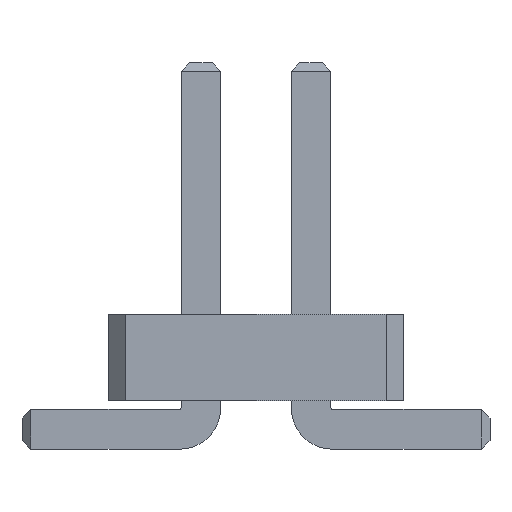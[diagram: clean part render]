
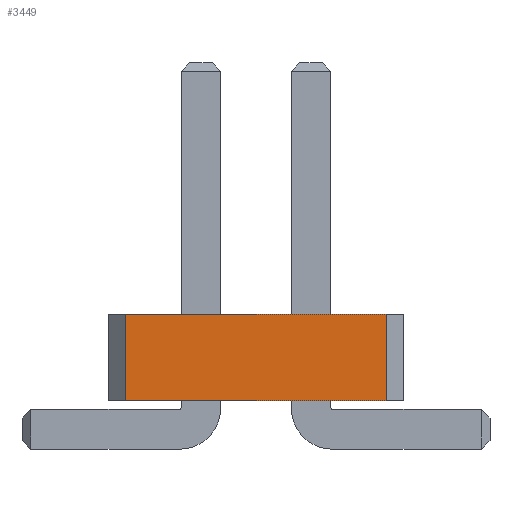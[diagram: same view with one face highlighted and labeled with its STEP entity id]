
A CAD part, left-side view. The second image highlights one B-rep face of the part: STEP entity #3449.
In plain terms, the highlighted planar face has unit normal (-1, 0, 0).
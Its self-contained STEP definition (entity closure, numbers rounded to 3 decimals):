
#173 = CARTESIAN_POINT ( 'NONE',  ( -2.54, -1.5, 0.56 ) ) ;
#511 = LINE ( 'NONE', #1239, #4709 ) ;
#573 = DIRECTION ( 'NONE',  ( -1., 0., 0. ) ) ;
#611 = DIRECTION ( 'NONE',  ( 0., -1., 0. ) ) ;
#1045 = VECTOR ( 'NONE', #3021, 1000. ) ;
#1153 = EDGE_CURVE ( 'NONE', #4353, #1189, #1909, .T. ) ;
#1160 = VERTEX_POINT ( 'NONE', #173 ) ;
#1184 = ORIENTED_EDGE ( 'NONE', *, *, #1153, .T. ) ;
#1189 = VERTEX_POINT ( 'NONE', #1345 ) ;
#1239 = CARTESIAN_POINT ( 'NONE',  ( -2.54, 1.5, 0.56 ) ) ;
#1345 = CARTESIAN_POINT ( 'NONE',  ( -2.54, 1.5, 1.56 ) ) ;
#1371 = CARTESIAN_POINT ( 'NONE',  ( -2.54, 1.7, 0.56 ) ) ;
#1513 = ORIENTED_EDGE ( 'NONE', *, *, #4662, .F. ) ;
#1530 = ORIENTED_EDGE ( 'NONE', *, *, #4799, .T. ) ;
#1563 = CARTESIAN_POINT ( 'NONE',  ( -2.54, 0., 0.56 ) ) ;
#1909 = LINE ( 'NONE', #3597, #4323 ) ;
#1922 = EDGE_LOOP ( 'NONE', ( #2089, #1530, #1513, #1184 ) ) ;
#2037 = CARTESIAN_POINT ( 'NONE',  ( -2.54, 1.5, 0.56 ) ) ;
#2089 = ORIENTED_EDGE ( 'NONE', *, *, #2615, .T. ) ;
#2246 = LINE ( 'NONE', #3791, #3726 ) ;
#2411 = FACE_OUTER_BOUND ( 'NONE', #1922, .T. ) ;
#2430 = DIRECTION ( 'NONE',  ( 0., 1., 0. ) ) ;
#2615 = EDGE_CURVE ( 'NONE', #1189, #4365, #511, .T. ) ;
#2743 = DIRECTION ( 'NONE',  ( 0., 0., -1. ) ) ;
#3021 = DIRECTION ( 'NONE',  ( 0., -1., 0. ) ) ;
#3449 = ADVANCED_FACE ( 'NONE', ( #2411 ), #4290, .T. ) ;
#3561 = CARTESIAN_POINT ( 'NONE',  ( -2.54, -1.5, 1.56 ) ) ;
#3597 = CARTESIAN_POINT ( 'NONE',  ( -2.54, 1.7, 1.56 ) ) ;
#3703 = AXIS2_PLACEMENT_3D ( 'NONE', #1371, #573, #611 ) ;
#3726 = VECTOR ( 'NONE', #3763, 1000. ) ;
#3763 = DIRECTION ( 'NONE',  ( 0., 0., -1. ) ) ;
#3765 = LINE ( 'NONE', #1563, #1045 ) ;
#3791 = CARTESIAN_POINT ( 'NONE',  ( -2.54, -1.5, 0.56 ) ) ;
#4290 = PLANE ( 'NONE',  #3703 ) ;
#4323 = VECTOR ( 'NONE', #2430, 1000. ) ;
#4353 = VERTEX_POINT ( 'NONE', #3561 ) ;
#4365 = VERTEX_POINT ( 'NONE', #2037 ) ;
#4662 = EDGE_CURVE ( 'NONE', #4353, #1160, #2246, .T. ) ;
#4709 = VECTOR ( 'NONE', #2743, 1000. ) ;
#4799 = EDGE_CURVE ( 'NONE', #4365, #1160, #3765, .T. ) ;
